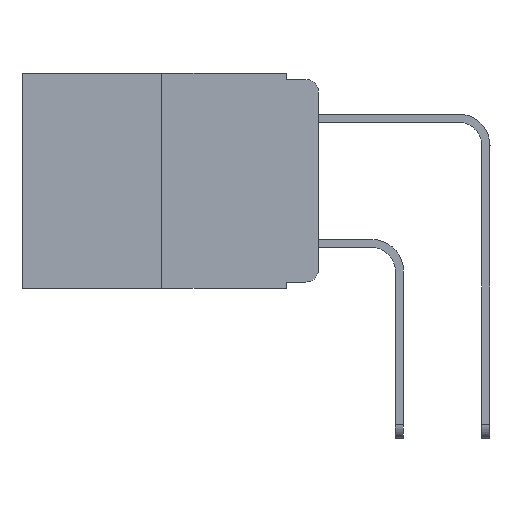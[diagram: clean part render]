
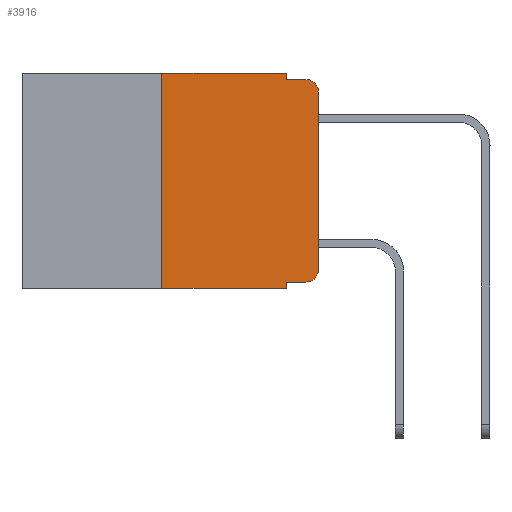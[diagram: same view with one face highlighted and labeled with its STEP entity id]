
A CAD part, left-side view. The second image highlights one B-rep face of the part: STEP entity #3916.
In plain terms, the highlighted planar face has unit normal (-1, 0, 0).
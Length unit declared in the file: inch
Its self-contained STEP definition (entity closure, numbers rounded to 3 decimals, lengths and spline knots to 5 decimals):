
#263 = CARTESIAN_POINT ( 'NONE',  ( 0., 0.051, 0. ) ) ;
#511 = CARTESIAN_POINT ( 'NONE',  ( 0., 0.051, 0. ) ) ;
#993 = VERTEX_POINT ( 'NONE', #10616 ) ;
#1358 = DIRECTION ( 'NONE',  ( 0., 0., -1. ) ) ;
#1395 = ORIENTED_EDGE ( 'NONE', *, *, #9821, .T. ) ;
#1632 = EDGE_CURVE ( 'NONE', #4610, #10592, #5001, .T. ) ;
#1688 = VERTEX_POINT ( 'NONE', #511 ) ;
#1754 = EDGE_CURVE ( 'NONE', #19531, #12521, #20100, .T. ) ;
#2026 = VECTOR ( 'NONE', #9838, 39.37008 ) ;
#2044 = CARTESIAN_POINT ( 'NONE',  ( 0., 0., -0.03 ) ) ;
#2314 = VECTOR ( 'NONE', #17487, 39.37008 ) ;
#2543 = DIRECTION ( 'NONE',  ( -1., 0., 0. ) ) ;
#2613 = VECTOR ( 'NONE', #7312, 39.37008 ) ;
#2786 = CARTESIAN_POINT ( 'NONE',  ( 0., 0.25, 0. ) ) ;
#2828 = CARTESIAN_POINT ( 'NONE',  ( 0., 0.02, -0.333 ) ) ;
#2917 = LINE ( 'NONE', #263, #19920 ) ;
#2993 = ORIENTED_EDGE ( 'NONE', *, *, #13285, .F. ) ;
#3421 = LINE ( 'NONE', #5549, #2613 ) ;
#3693 = EDGE_CURVE ( 'NONE', #8864, #16948, #9006, .T. ) ;
#3916 = ADVANCED_FACE ( 'NONE', ( #8184 ), #13326, .F. ) ;
#4610 = VERTEX_POINT ( 'NONE', #2044 ) ;
#5001 = CIRCLE ( 'NONE', #14242, 0.02 ) ;
#5058 = ORIENTED_EDGE ( 'NONE', *, *, #7507, .F. ) ;
#5225 = CARTESIAN_POINT ( 'NONE',  ( 0., 0.473, 0. ) ) ;
#5549 = CARTESIAN_POINT ( 'NONE',  ( 0., 0.051, -0.333 ) ) ;
#5565 = CARTESIAN_POINT ( 'NONE',  ( 0., 0.051, -0.333 ) ) ;
#5637 = ORIENTED_EDGE ( 'NONE', *, *, #8063, .T. ) ;
#5969 = EDGE_CURVE ( 'NONE', #10636, #19531, #3421, .T. ) ;
#6344 = CARTESIAN_POINT ( 'NONE',  ( 0., 0.051, 0. ) ) ;
#6482 = CARTESIAN_POINT ( 'NONE',  ( 0., 0.473, 0. ) ) ;
#7083 = CARTESIAN_POINT ( 'NONE',  ( 0., 0., -0.313 ) ) ;
#7199 = ORIENTED_EDGE ( 'NONE', *, *, #20625, .F. ) ;
#7312 = DIRECTION ( 'NONE',  ( 0., -1., 0. ) ) ;
#7507 = EDGE_CURVE ( 'NONE', #1688, #993, #11726, .T. ) ;
#8063 = EDGE_CURVE ( 'NONE', #12521, #4610, #8108, .T. ) ;
#8108 = LINE ( 'NONE', #18968, #9212 ) ;
#8184 = FACE_OUTER_BOUND ( 'NONE', #16832, .T. ) ;
#8456 = DIRECTION ( 'NONE',  ( 0., 0., 1. ) ) ;
#8864 = VERTEX_POINT ( 'NONE', #13260 ) ;
#8890 = LINE ( 'NONE', #12092, #2314 ) ;
#9006 = LINE ( 'NONE', #11027, #9301 ) ;
#9212 = VECTOR ( 'NONE', #8456, 39.37008 ) ;
#9301 = VECTOR ( 'NONE', #18124, 39.37008 ) ;
#9359 = ORIENTED_EDGE ( 'NONE', *, *, #18392, .F. ) ;
#9821 = EDGE_CURVE ( 'NONE', #8864, #13496, #8890, .T. ) ;
#9838 = DIRECTION ( 'NONE',  ( 0., -1., 0. ) ) ;
#10592 = VERTEX_POINT ( 'NONE', #16309 ) ;
#10616 = CARTESIAN_POINT ( 'NONE',  ( 0., 0.051, -0.01 ) ) ;
#10636 = VERTEX_POINT ( 'NONE', #5565 ) ;
#11027 = CARTESIAN_POINT ( 'NONE',  ( 0., 0.25, 0. ) ) ;
#11065 = CARTESIAN_POINT ( 'NONE',  ( 0., 0.02, -0.313 ) ) ;
#11726 = LINE ( 'NONE', #6344, #13632 ) ;
#12092 = CARTESIAN_POINT ( 'NONE',  ( 0., 0.473, -0.343 ) ) ;
#12395 = VECTOR ( 'NONE', #21190, 39.37008 ) ;
#12521 = VERTEX_POINT ( 'NONE', #7083 ) ;
#12592 = DIRECTION ( 'NONE',  ( 0., 0., -1. ) ) ;
#13049 = DIRECTION ( 'NONE',  ( 0., 0., -1. ) ) ;
#13260 = CARTESIAN_POINT ( 'NONE',  ( 0., 0.25, -0.343 ) ) ;
#13285 = EDGE_CURVE ( 'NONE', #993, #10592, #14119, .T. ) ;
#13290 = CARTESIAN_POINT ( 'NONE',  ( 0., 0.051, -0.01 ) ) ;
#13326 = PLANE ( 'NONE',  #15319 ) ;
#13496 = VERTEX_POINT ( 'NONE', #21021 ) ;
#13632 = VECTOR ( 'NONE', #13723, 39.37008 ) ;
#13723 = DIRECTION ( 'NONE',  ( 0., 0., -1. ) ) ;
#14119 = LINE ( 'NONE', #13290, #2026 ) ;
#14242 = AXIS2_PLACEMENT_3D ( 'NONE', #19896, #19971, #19812 ) ;
#15288 = AXIS2_PLACEMENT_3D ( 'NONE', #11065, #2543, #13049 ) ;
#15319 = AXIS2_PLACEMENT_3D ( 'NONE', #6482, #18748, #1358 ) ;
#16309 = CARTESIAN_POINT ( 'NONE',  ( 0., 0.02, -0.01 ) ) ;
#16832 = EDGE_LOOP ( 'NONE', ( #5637, #22407, #2993, #5058, #7199, #18375, #1395, #9359, #18839, #19436 ) ) ;
#16948 = VERTEX_POINT ( 'NONE', #2786 ) ;
#17487 = DIRECTION ( 'NONE',  ( 0., -1., 0. ) ) ;
#18124 = DIRECTION ( 'NONE',  ( 0., 0., 1. ) ) ;
#18375 = ORIENTED_EDGE ( 'NONE', *, *, #3693, .F. ) ;
#18392 = EDGE_CURVE ( 'NONE', #10636, #13496, #2917, .T. ) ;
#18748 = DIRECTION ( 'NONE',  ( 1., 0., 0. ) ) ;
#18839 = ORIENTED_EDGE ( 'NONE', *, *, #5969, .T. ) ;
#18968 = CARTESIAN_POINT ( 'NONE',  ( 0., 0., 0. ) ) ;
#19436 = ORIENTED_EDGE ( 'NONE', *, *, #1754, .T. ) ;
#19531 = VERTEX_POINT ( 'NONE', #2828 ) ;
#19812 = DIRECTION ( 'NONE',  ( 0., 0., -1. ) ) ;
#19896 = CARTESIAN_POINT ( 'NONE',  ( 0., 0.02, -0.03 ) ) ;
#19920 = VECTOR ( 'NONE', #12592, 39.37008 ) ;
#19971 = DIRECTION ( 'NONE',  ( -1., 0., 0. ) ) ;
#20100 = CIRCLE ( 'NONE', #15288, 0.02 ) ;
#20625 = EDGE_CURVE ( 'NONE', #16948, #1688, #21439, .T. ) ;
#21021 = CARTESIAN_POINT ( 'NONE',  ( 0., 0.051, -0.343 ) ) ;
#21190 = DIRECTION ( 'NONE',  ( 0., -1., 0. ) ) ;
#21439 = LINE ( 'NONE', #5225, #12395 ) ;
#22407 = ORIENTED_EDGE ( 'NONE', *, *, #1632, .T. ) ;
